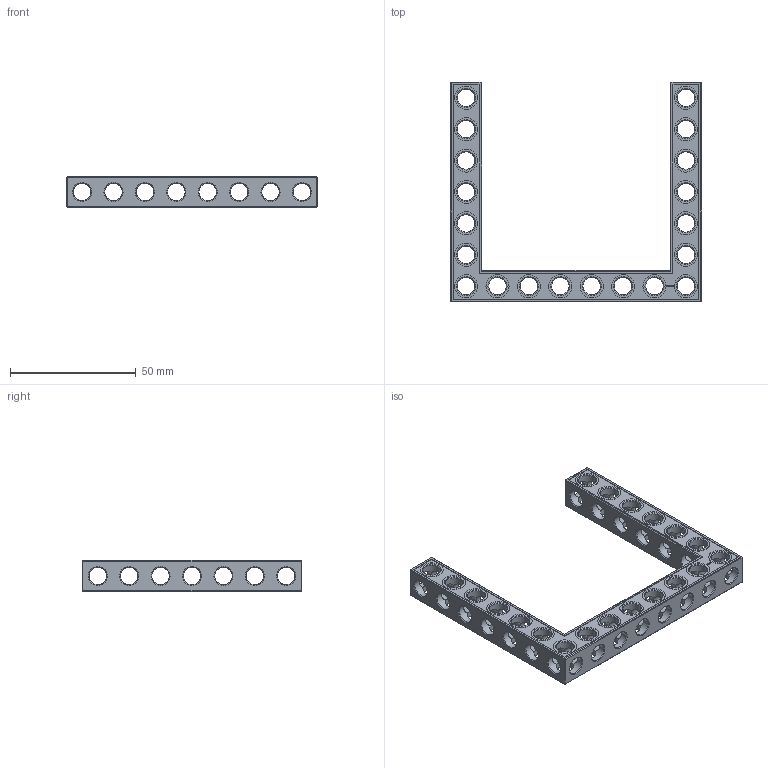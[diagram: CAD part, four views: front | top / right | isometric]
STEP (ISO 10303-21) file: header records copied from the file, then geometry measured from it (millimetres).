
FILE_DESCRIPTION(('FreeCAD Model'),'2;1');
FILE_NAME('Open CASCADE Shape Model','2022-02-23T21:32:56',( 'Paulo Kiefe'),('STEMFIE.org'),'Open CASCADE STEP processor 7.5', 'FreeCAD','Unknown');
FILE_SCHEMA(('AUTOMOTIVE_DESIGN { 1 0 10303 214 1 1 1 1 }'));
Products named in the file (1): Beam AGD ESS USH SYM BU08x07x01 - SPN-BEM-0409 (stemfie.org)
Bounding box: 100 x 87.5 x 12.5 mm (x, y, z)
Volume: 19541.1 mm3; surface area: 17550.2 mm2
Topology: 1 solids, 1 shells, 755 faces, 2217 edges, 1439 vertices
Faces by surface type: plane 394, extrusion 158, cylinder 121, cone 82
Full cylindrical faces by diameter (mm): 6.98 x16, 7 x85, 9.2 x20
Entity records: 118296 total; most frequent: CARTESIAN_POINT 76581, DIRECTION 6739, VECTOR 4611, LINE 4453, ORIENTED_EDGE 4434, PCURVE 4434, DEFINITIONAL_REPRESENTATION 4434, EDGE_CURVE 2217
